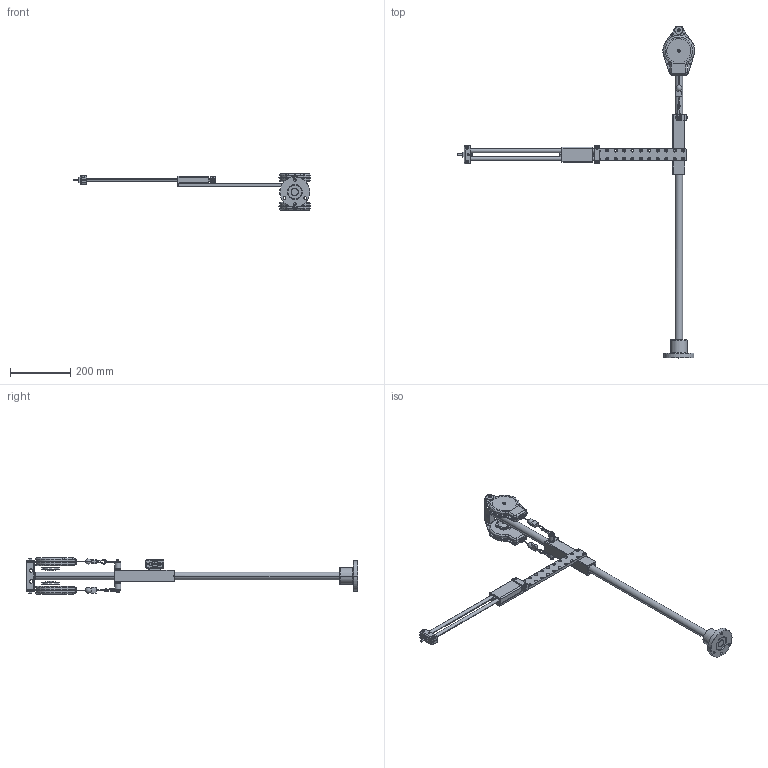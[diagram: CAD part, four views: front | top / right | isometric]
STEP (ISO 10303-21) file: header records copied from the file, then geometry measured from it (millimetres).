
FILE_DESCRIPTION((''),'2;1');
FILE_NAME('TMP155851_SW','2011-05-02T',('tooextcsr'),(''),'PRO/ENGINEER BY PARAMETRIC TECHNOLOGY CORPORATION, 2008310','PRO/ENGINEER BY PARAMETRIC TECHNOLOGY CORPORATION, 2008310','');
FILE_SCHEMA(('CONFIG_CONTROL_DESIGN', 'GEOMETRIC_VALIDATION_PROPERTIES_MIM'));
Length unit declared in the file: millimetre
Products named in the file (1): TMP155851_SW
Bounding box: 789 x 1102.5 x 123.2 mm (x, y, z)
Surface area: 329382.6 mm2 (no closed solid volume)
Topology: 0 solids, 89 shells, 433 faces, 1808 edges, 1438 vertices
Faces by surface type: cylinder 191, plane 140, torus 55, cone 26, bspline 16, sphere 5
Entity records: 21094 total; most frequent: CARTESIAN_POINT 4792, DIRECTION 3427, ORIENTED_EDGE 2431, EDGE_CURVE 1807, VERTEX_POINT 1438, AXIS2_PLACEMENT_3D 1337, CIRCLE 920, VECTOR 753
